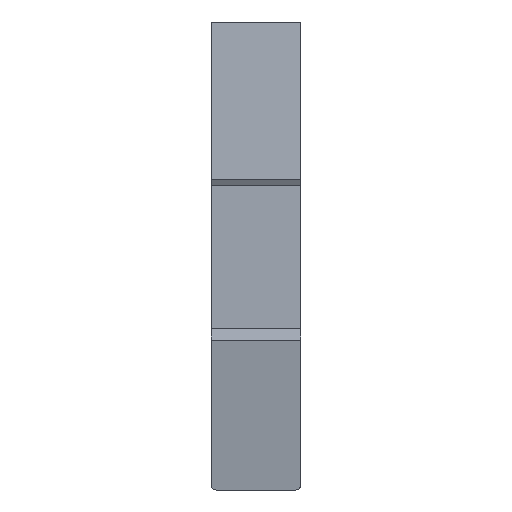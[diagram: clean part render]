
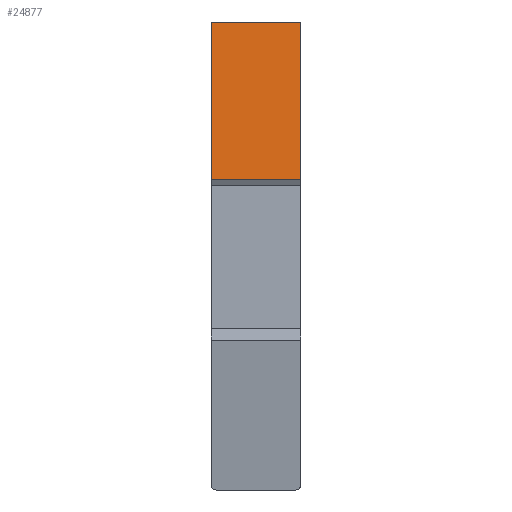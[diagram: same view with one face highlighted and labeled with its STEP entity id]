
A CAD part, front view. The second image highlights one B-rep face of the part: STEP entity #24877.
In plain terms, the highlighted planar face has unit normal (0, -0.997, 0.072).
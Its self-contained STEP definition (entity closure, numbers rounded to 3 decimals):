
#375 = CARTESIAN_POINT ( 'NONE',  ( 0., -36.7, 16.64 ) ) ;
#824 = VECTOR ( 'NONE', #33693, 1000. ) ;
#1586 = CARTESIAN_POINT ( 'NONE',  ( 17.5, -34.5, 47.283 ) ) ;
#2189 = LINE ( 'NONE', #8269, #21191 ) ;
#2514 = EDGE_CURVE ( 'NONE', #31275, #24110, #2189, .T. ) ;
#3971 = ORIENTED_EDGE ( 'NONE', *, *, #2514, .T. ) ;
#5742 = VERTEX_POINT ( 'NONE', #1586 ) ;
#6998 = CARTESIAN_POINT ( 'NONE',  ( 0., -34.5, 47.283 ) ) ;
#8269 = CARTESIAN_POINT ( 'NONE',  ( -33.326, -36.7, 16.64 ) ) ;
#9342 = CARTESIAN_POINT ( 'NONE',  ( -33.326, -34.5, 47.283 ) ) ;
#10108 = CARTESIAN_POINT ( 'NONE',  ( 17.5, -36.7, 16.64 ) ) ;
#11353 = VECTOR ( 'NONE', #39527, 1000. ) ;
#12209 = ORIENTED_EDGE ( 'NONE', *, *, #37731, .F. ) ;
#12355 = LINE ( 'NONE', #10108, #16256 ) ;
#12692 = EDGE_CURVE ( 'NONE', #30353, #5742, #18099, .T. ) ;
#13208 = CARTESIAN_POINT ( 'NONE',  ( 17.5, -36.7, 16.64 ) ) ;
#13215 = CARTESIAN_POINT ( 'NONE',  ( -33.326, -36.7, 16.64 ) ) ;
#16221 = DIRECTION ( 'NONE',  ( 0., -0.072, -0.997 ) ) ;
#16256 = VECTOR ( 'NONE', #16221, 1000. ) ;
#18099 = LINE ( 'NONE', #9342, #824 ) ;
#18369 = FACE_OUTER_BOUND ( 'NONE', #21287, .T. ) ;
#20657 = DIRECTION ( 'NONE',  ( 1., 0., 0. ) ) ;
#21191 = VECTOR ( 'NONE', #20657, 1000. ) ;
#21287 = EDGE_LOOP ( 'NONE', ( #23683, #38813, #3971, #12209 ) ) ;
#22653 = EDGE_CURVE ( 'NONE', #30353, #31275, #33670, .T. ) ;
#23683 = ORIENTED_EDGE ( 'NONE', *, *, #12692, .F. ) ;
#24110 = VERTEX_POINT ( 'NONE', #13208 ) ;
#24877 = ADVANCED_FACE ( 'NONE', ( #18369 ), #28654, .T. ) ;
#25581 = DIRECTION ( 'NONE',  ( 0., -0.997, 0.072 ) ) ;
#27195 = CARTESIAN_POINT ( 'NONE',  ( 0., -36.7, 16.64 ) ) ;
#28654 = PLANE ( 'NONE',  #36085 ) ;
#30353 = VERTEX_POINT ( 'NONE', #6998 ) ;
#31275 = VERTEX_POINT ( 'NONE', #375 ) ;
#33670 = LINE ( 'NONE', #27195, #11353 ) ;
#33693 = DIRECTION ( 'NONE',  ( 1., 0., 0. ) ) ;
#36085 = AXIS2_PLACEMENT_3D ( 'NONE', #13215, #25581, #37934 ) ;
#37731 = EDGE_CURVE ( 'NONE', #5742, #24110, #12355, .T. ) ;
#37934 = DIRECTION ( 'NONE',  ( 0., -0.072, -0.997 ) ) ;
#38813 = ORIENTED_EDGE ( 'NONE', *, *, #22653, .T. ) ;
#39527 = DIRECTION ( 'NONE',  ( 0., -0.072, -0.997 ) ) ;
